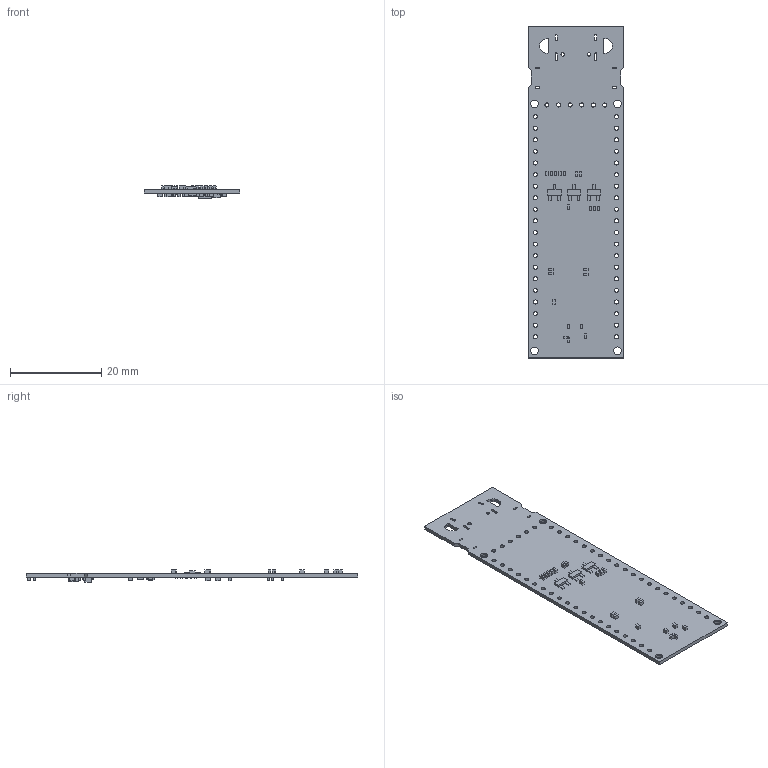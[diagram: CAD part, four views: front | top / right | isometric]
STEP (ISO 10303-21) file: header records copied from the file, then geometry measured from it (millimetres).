
FILE_DESCRIPTION(('Open CASCADE Model'),'2;1');
FILE_NAME('Open CASCADE Shape Model','2024-12-03T14:34:05',('Author'),( 'Open CASCADE'),'Open CASCADE STEP processor 6.5','Open CASCADE 6.5' ,'Unknown');
FILE_SCHEMA(('AUTOMOTIVE_DESIGN { 1 0 10303 214 1 1 1 1 }'));
Length unit declared in the file: millimetre
Products named in the file (92): PCB; Board; L3; 609795888; Extruded; R67; 609795760; U13; U12; 609795632; R4; R1; R3; R45; R44; R43; R11; R10; CON10; CON9; CON5; 609796656; 609793584; CON4; CON3; U2; 609796400; 609796272; 609796144; 609796016; Type_C_R2; Type_C_R1; R56; R55; R54; R28; R21; R20; R18; R17 ...
Assembly tree (169 placements, depth 4):
  PCB
    Board
    L3
      609795888
        Extruded
    R67
      609795760
        Extruded
    U13
      609795760
        Extruded
    U12
      609795632
        Extruded
    R4
      609795760
        Extruded
    R1
      609795632
        Extruded
    R3
      609795760
        Extruded
    R45
      609795632
        Extruded
    R44
      609795632
        Extruded
    R43
      609795632
        Extruded
    R11
      609795632
        Extruded
    R10
      609795632
        Extruded
    CON10
      609795632
        Extruded
    CON9
      609795632
        Extruded
    CON5
      609796656  x2
        Extruded
      609793584
        Extruded
    CON4
      609795632
        Extruded
    CON3
      609795632
        Extruded
    U2
      609796400  x12
        Extruded
      609796272  x6
        Extruded
Bounding box: 21 x 72.79 x 2.71 mm (x, y, z)
Volume: 1213.9 mm3; surface area: 3547.8 mm2
Topology: 94 solids, 94 shells, 1089 faces, 2539 edges, 1594 vertices
Faces by surface type: plane 829, cylinder 204, bspline 40, sphere 16
Full cylindrical faces by diameter (mm): 0.762 x2, 0.889 x46
Entity records: 34833 total; most frequent: CARTESIAN_POINT 7795, DIRECTION 4679, LINE 2921, VECTOR 2921, ORIENTED_EDGE 2422, PCURVE 2422, DEFINITIONAL_REPRESENTATION 2422, EDGE_CURVE 1211
